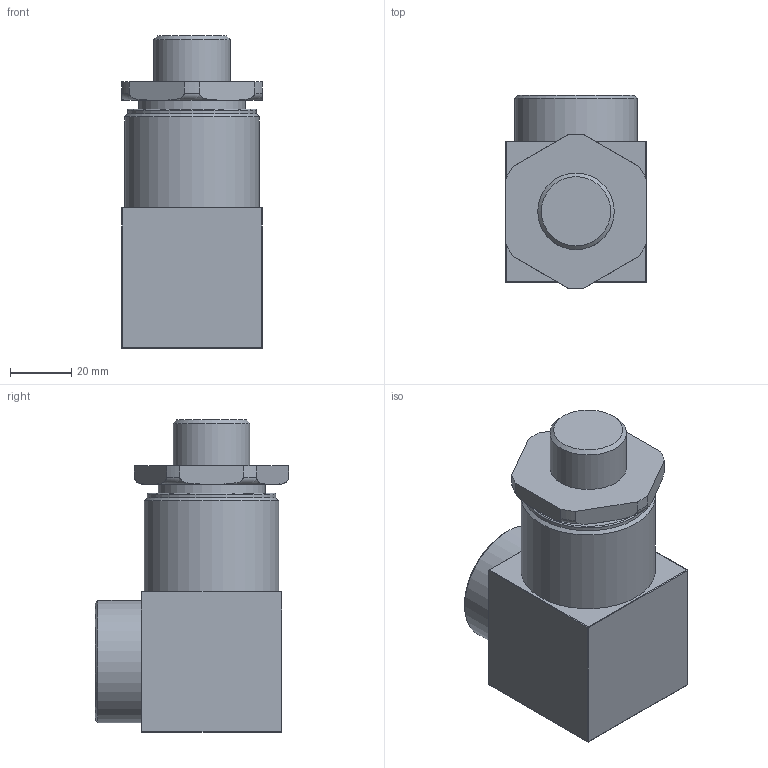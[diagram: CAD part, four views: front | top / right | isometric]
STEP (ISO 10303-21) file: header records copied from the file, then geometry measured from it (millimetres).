
FILE_DESCRIPTION(/* description */ (''),/* implementation_level */ '2;1');
FILE_NAME(/* name */ '493_M25_M25.stp',/* time_stamp */ '2023-08-01T16:53:07+05:00',/* author */ ('pradhakrishnan'),/* organization */ (''),/* preprocessor_version */ 'ST-DEVELOPER v18',/* originating_system */ 'Autodesk Inventor 2020',/* authorisation */ '');
FILE_SCHEMA (('AUTOMOTIVE_DESIGN { 1 0 10303 214 3 1 1 }'));
Length unit declared in the file: millimetre
Products named in the file (1): Part2
Bounding box: 46 x 63.24 x 102 mm (x, y, z)
Volume: 224737.6 mm3; surface area: 31498.6 mm2
Topology: 4 solids, 4 shells, 79 faces, 182 edges, 118 vertices
Faces by surface type: cylinder 28, plane 25, torus 15, sphere 8, cone 3
Full cylindrical faces by diameter (mm): 22.9 x1, 25 x1, 29.2 x1, 32.5 x1, 34.95 x3, 40 x1, 42 x1, 44 x1
Entity records: 2580 total; most frequent: CARTESIAN_POINT 536, DIRECTION 445, ORIENTED_EDGE 364, AXIS2_PLACEMENT_3D 195, EDGE_CURVE 182, VERTEX_POINT 118, CIRCLE 115, EDGE_LOOP 88
